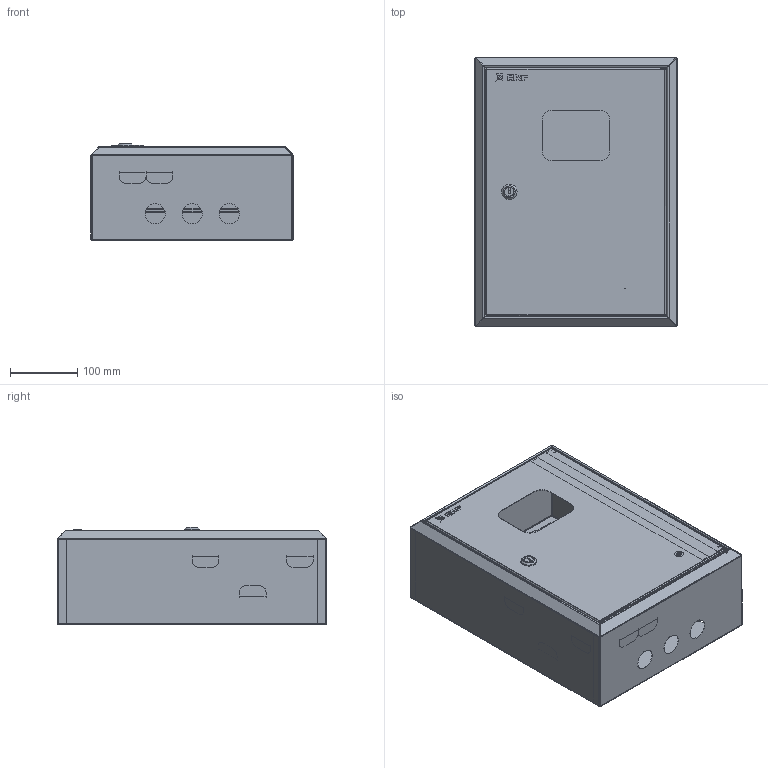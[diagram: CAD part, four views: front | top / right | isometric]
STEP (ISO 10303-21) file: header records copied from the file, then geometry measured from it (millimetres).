
FILE_DESCRIPTION (( 'STEP AP214' ), '1' );
FILE_NAME ('ÙÐÓÍ 1-12 ñ øèíàìè IP31 EKF ÌÈ-899.STEP', '2017-08-31T06:08:45', ( 'Admin' ), ( '' ), 'SwSTEP 2.0', 'SolidWorks 2017', '' );
FILE_SCHEMA (( 'AUTOMOTIVE_DESIGN' ));
Length unit declared in the file: millimetre
Products named in the file (40): ÌÈ-899.01.02.001 Ñòåíêà çàäíÿÿ; 呧蜦 3D; ÌÈ-484.01.01.000 Ñòåíêà ïðàâàÿ â ñáîðå; ﾌﾈ-484.02.00.002 ﾐ裔; Øïèëüêà Ì6õ12; Çàìîê ïî÷òîâûé; Êðîíøòåéí 40õ40; ßçû÷îê 2; Hex Nut 5927_gost_ƒ ©ª  M4 ƒŽ‘’ 5927-70; ÌÈ-484.01.01.001 Ñòåíêà ïðàâàÿ; Âíóòðåííåå òåëî çàìêà; Øèíà 63.12  èçîëÿòîð ñòîéêà; Ãàéêà; pan head cross recess screw_din_ISO 7045 - M4 x 8 - Z --- 8N; ÙÐÓÍ 1-12 ñ øèíàìè IP31 EKF ÌÈ-899; Ïðîêëàäêà ìåòàëëè÷åñêàÿ 2; 63.12; pan head cross recess screw_din_ISO 7045 - M4 x 6 - Z --- 6N; Èçîëÿòîð-ñòîéêà; Ïðîêëàäêà; cross ph tapping 968_din_Screw DIN 968-ST4.2x13-C-H-N; Washer 6402_3_gost_丐ｩ｡ 2 6 ヮ葬 6402-70; 昈-484.00.00.001 赶鎀鍧; ÌÈ-484.04.00.000 Ïàíåëü ïðàâàÿ â ñáîðå; Ïðîêëàäêà ìåòàëëè÷åñêàÿ; ÌÈ-484.04.00.001 Ïàíåëü ïðàâàÿ; Òåëî çàìêà; ÌÈ-484.03.00.000 Ïàíåëü ëåâàÿ â ñáîðå; Çàêëåïêà öèëèíäðè÷åñêàÿ Ì4 ÑÒ-Á ñ âíóòðåííåé ðåçüáîé_Œ8; ÌÈ-484.03.00.001 Ïàíåëü ëåâàÿ; ﾌﾈ-484.02.00.001 ﾄ粢; 相礤朦 聍弪麒赅 倘-514.00.00.001; ÌÈ-899.01.00.000 Êîðïóñ â ñáîðå; pan head cross recess screw_din_ISO 7045 - M4 x 16 - Z --- 16N; ÌÈ-899.01.02.000 Ñòåíêà çàäíÿÿ â ñáîðå; DIN-ðåéêà; Øïèëüêà Ì4õ16; hex flange nut_din_Hexagon Flange Nut DIN 6923 - M6 - N; Øïèëüêà îáìåäíåííàÿ Ì6õ20; ÌÈ-484.02.00.000 Äâåðü â ñáîðå
Assembly tree (67 placements, depth 4):
  ÙÐÓÍ 1-12 ñ øèíàìè IP31 EKF ÌÈ-899
    ÌÈ-899.01.00.000 Êîðïóñ â ñáîðå
      ÌÈ-484.01.01.000 Ñòåíêà ïðàâàÿ â ñáîðå
        ÌÈ-484.01.01.001 Ñòåíêà ïðàâàÿ
        Êðîíøòåéí 40õ40  x5
        Øïèëüêà Ì6õ12
      ÌÈ-899.01.02.000 Ñòåíêà çàäíÿÿ â ñáîðå
        ÌÈ-899.01.02.001 Ñòåíêà çàäíÿÿ
        Êðîíøòåéí 40õ40  x3
        Øïèëüêà îáìåäíåííàÿ Ì6õ20  x2
        Øïèëüêà Ì4õ16  x2
    ÌÈ-484.02.00.000 Äâåðü â ñáîðå
      ﾌﾈ-484.02.00.001 ﾄ粢
      Øïèëüêà Ì6õ12
      Çàêëåïêà öèëèíäðè÷åñêàÿ Ì4 ÑÒ-Á ñ âíóòðåííåé ðåçüáîé_Œ8  x2
      Çàìîê ïî÷òîâûé
        Òåëî çàìêà
        Ïðîêëàäêà ìåòàëëè÷åñêàÿ
        Washer 6402_3_gost_丐ｩ｡ 2 6 ヮ葬 6402-70
        Ïðîêëàäêà
        pan head cross recess screw_din_ISO 7045 - M4 x 6 - Z --- 6N
        Ïðîêëàäêà ìåòàëëè÷åñêàÿ 2
        Ãàéêà
        Âíóòðåííåå òåëî çàìêà
        ßçû÷îê 2
      ﾌﾈ-484.02.00.002 ﾐ裔
      呧蜦 3D
    hex flange nut_din_Hexagon Flange Nut DIN 6923 - M6 - N  x4
    DIN-ðåéêà
    pan head cross recess screw_din_ISO 7045 - M4 x 16 - Z --- 16N  x2
    相礤朦 聍弪麒赅 倘-514.00.00.001
    ÌÈ-484.03.00.000 Ïàíåëü ëåâàÿ â ñáîðå
      ÌÈ-484.03.00.001 Ïàíåëü ëåâàÿ
      Øïèëüêà Ì6õ12
    ÌÈ-484.04.00.000 Ïàíåëü ïðàâàÿ â ñáîðå
      ÌÈ-484.04.00.001 Ïàíåëü ïðàâàÿ
      Øïèëüêà Ì6õ12
    昈-484.00.00.001 赶鎀鍧
    cross ph tapping 968_din_Screw DIN 968-ST4.2x13-C-H-N  x10
    Øèíà 63.12  èçîëÿòîð ñòîéêà  x2
      Èçîëÿòîð-ñòîéêà
      63.12
      pan head cross recess screw_din_ISO 7045 - M4 x 8 - Z --- 8N
    Hex Nut 5927_gost_ƒ ©ª  M4 ƒŽ‘’ 5927-70  x2
Bounding box: 300 x 400 x 144.58 mm (x, y, z)
Volume: 465156 mm3; surface area: 1251785 mm2
Topology: 68 solids, 68 shells, 1926 faces, 4748 edges, 2983 vertices
Faces by surface type: plane 1014, cylinder 550, bspline 160, cone 136, torus 36, sphere 30
Entity records: 39723 total; most frequent: CARTESIAN_POINT 10307, DIRECTION 5600, ORIENTED_EDGE 5556, EDGE_CURVE 2778, AXIS2_PLACEMENT_3D 1935, VERTEX_POINT 1730, LINE 1730, VECTOR 1730
